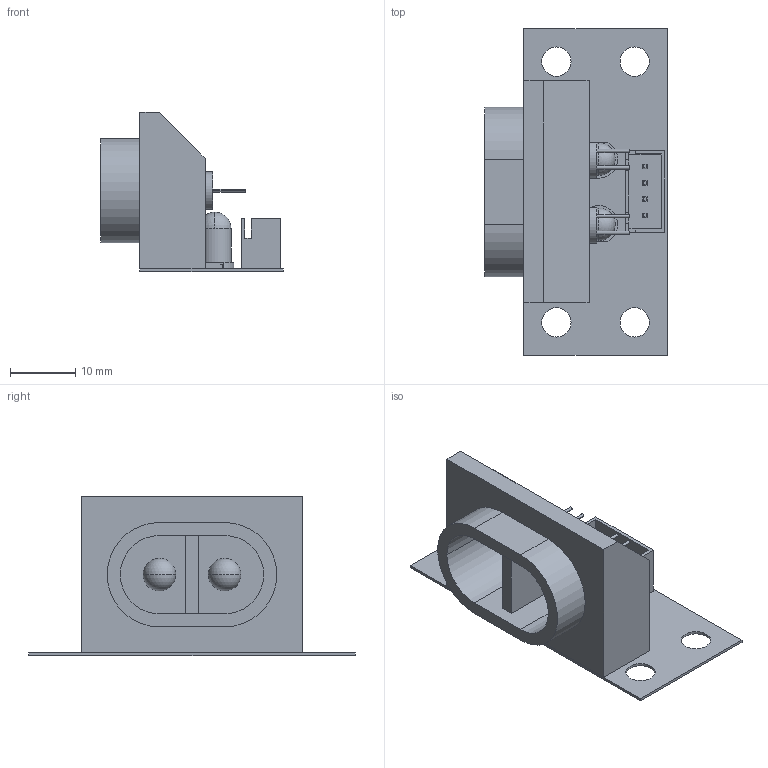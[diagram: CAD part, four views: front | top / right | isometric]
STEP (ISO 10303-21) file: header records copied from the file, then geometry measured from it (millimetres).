
FILE_DESCRIPTION (( 'STEP AP214' ), '1' );
FILE_NAME ('covid19_extraphoto_assy.STEP', '2020-04-28T11:41:45', ( '砐錪賧瘔蠈錪 Windows' ), ( '' ), 'SwSTEP 2.0', 'SolidWorks 2020', '' );
FILE_SCHEMA (( 'AUTOMOTIVE_DESIGN' ));
Length unit declared in the file: millimetre
Products named in the file (4): covid19_extraphoto.step; ñâåòîäèîä; Äåðæàòåëü ôîòîäàò÷èêà ðóê^Äåðæàòåëü ôîòîäàò÷èêà ðóê ñáîðêà; covid19_extraphoto_assy
Assembly tree (4 placements, depth 2):
  covid19_extraphoto_assy
    Äåðæàòåëü ôîòîäàò÷èêà ðóê^Äåðæàòåëü ôîòîäàò÷èêà ðóê ñáîðêà
    ñâåòîäèîä  x2
    covid19_extraphoto.step
Bounding box: 28 x 50 x 24.41 mm (x, y, z)
Volume: 7876.2 mm3; surface area: 8066.5 mm2
Topology: 9 solids, 11 shells, 229 faces, 559 edges, 358 vertices
Faces by surface type: plane 133, cylinder 80, sphere 12, cone 4
Entity records: 7074 total; most frequent: DIRECTION 1113, CARTESIAN_POINT 1064, ORIENTED_EDGE 1018, EDGE_CURVE 509, AXIS2_PLACEMENT_3D 382, VECTOR 349, LINE 349, VERTEX_POINT 333
